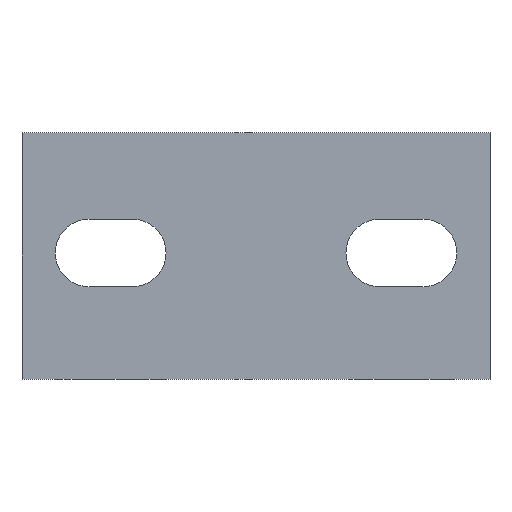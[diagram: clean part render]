
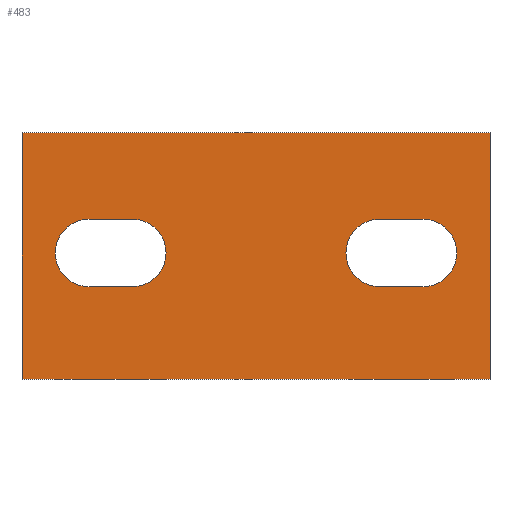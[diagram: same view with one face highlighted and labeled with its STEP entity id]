
A CAD part, left-side view. The second image highlights one B-rep face of the part: STEP entity #483.
In plain terms, the highlighted planar face has unit normal (-1, 0, 0).
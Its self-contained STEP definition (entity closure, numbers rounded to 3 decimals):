
#21=FACE_BOUND('',#100,.T.);
#22=FACE_BOUND('',#101,.T.);
#24=CIRCLE('',#511,2.75);
#26=CIRCLE('',#515,2.75);
#28=CIRCLE('',#519,2.75);
#30=CIRCLE('',#523,2.75);
#69=FACE_OUTER_BOUND('',#99,.T.);
#99=EDGE_LOOP('',(#427,#428,#429,#430));
#100=EDGE_LOOP('',(#431,#432,#433,#434));
#101=EDGE_LOOP('',(#435,#436,#437,#438));
#105=LINE('',#688,#155);
#109=LINE('',#700,#159);
#113=LINE('',#712,#163);
#117=LINE('',#724,#167);
#135=LINE('',#780,#185);
#141=LINE('',#792,#191);
#151=LINE('',#811,#201);
#152=LINE('',#813,#202);
#155=VECTOR('',#554,10.);
#159=VECTOR('',#566,10.);
#163=VECTOR('',#578,10.);
#167=VECTOR('',#590,10.);
#185=VECTOR('',#648,10.);
#191=VECTOR('',#656,10.);
#201=VECTOR('',#674,10.);
#202=VECTOR('',#677,10.);
#205=VERTEX_POINT('',#685);
#206=VERTEX_POINT('',#687);
#208=VERTEX_POINT('',#693);
#210=VERTEX_POINT('',#699);
#213=VERTEX_POINT('',#709);
#214=VERTEX_POINT('',#711);
#216=VERTEX_POINT('',#717);
#218=VERTEX_POINT('',#723);
#235=VERTEX_POINT('',#778);
#236=VERTEX_POINT('',#779);
#241=VERTEX_POINT('',#791);
#246=VERTEX_POINT('',#809);
#249=EDGE_CURVE('',#206,#205,#105,.T.);
#252=EDGE_CURVE('',#208,#206,#24,.T.);
#255=EDGE_CURVE('',#210,#208,#109,.T.);
#258=EDGE_CURVE('',#205,#210,#26,.T.);
#261=EDGE_CURVE('',#214,#213,#113,.T.);
#264=EDGE_CURVE('',#216,#214,#28,.T.);
#267=EDGE_CURVE('',#218,#216,#117,.T.);
#270=EDGE_CURVE('',#213,#218,#30,.T.);
#295=EDGE_CURVE('',#235,#236,#135,.T.);
#301=EDGE_CURVE('',#241,#236,#141,.T.);
#311=EDGE_CURVE('',#235,#246,#151,.T.);
#312=EDGE_CURVE('',#241,#246,#152,.T.);
#427=ORIENTED_EDGE('',*,*,#311,.T.);
#428=ORIENTED_EDGE('',*,*,#312,.F.);
#429=ORIENTED_EDGE('',*,*,#301,.T.);
#430=ORIENTED_EDGE('',*,*,#295,.F.);
#431=ORIENTED_EDGE('',*,*,#255,.T.);
#432=ORIENTED_EDGE('',*,*,#252,.T.);
#433=ORIENTED_EDGE('',*,*,#249,.T.);
#434=ORIENTED_EDGE('',*,*,#258,.T.);
#435=ORIENTED_EDGE('',*,*,#267,.T.);
#436=ORIENTED_EDGE('',*,*,#264,.T.);
#437=ORIENTED_EDGE('',*,*,#261,.T.);
#438=ORIENTED_EDGE('',*,*,#270,.T.);
#459=PLANE('',#546);
#483=ADVANCED_FACE('',(#69,#21,#22),#459,.T.);
#511=AXIS2_PLACEMENT_3D('',#694,#560,#561);
#515=AXIS2_PLACEMENT_3D('',#704,#572,#573);
#519=AXIS2_PLACEMENT_3D('',#718,#584,#585);
#523=AXIS2_PLACEMENT_3D('',#728,#596,#597);
#546=AXIS2_PLACEMENT_3D('',#812,#675,#676);
#554=DIRECTION('',(0.,-1.,0.));
#560=DIRECTION('center_axis',(1.,0.,0.));
#561=DIRECTION('ref_axis',(0.,0.,1.));
#566=DIRECTION('',(0.,1.,0.));
#572=DIRECTION('center_axis',(1.,0.,0.));
#573=DIRECTION('ref_axis',(0.,0.,
-1.));
#578=DIRECTION('',(0.,-1.,0.));
#584=DIRECTION('center_axis',(1.,0.,0.));
#585=DIRECTION('ref_axis',(0.,0.,1.));
#590=DIRECTION('',(0.,1.,0.));
#596=DIRECTION('center_axis',(1.,0.,0.));
#597=DIRECTION('ref_axis',(0.,0.,
-1.));
#648=DIRECTION('',(0.,0.,-1.));
#656=DIRECTION('',(0.,-1.,0.));
#674=DIRECTION('',(0.,1.,0.));
#675=DIRECTION('center_axis',(-1.,0.,0.));
#676=DIRECTION('ref_axis',(0.,0.,1.));
#677=DIRECTION('',(0.,0.,1.));
#685=CARTESIAN_POINT('',(0.,-13.55,13.));
#687=CARTESIAN_POINT('',(0.,-10.05,13.));
#688=CARTESIAN_POINT('',(0.,-5.025,13.));
#693=CARTESIAN_POINT('',(0.,-10.05,7.5));
#694=CARTESIAN_POINT('Origin',(0.,-10.05,10.25));
#699=CARTESIAN_POINT('',(0.,-13.55,7.5));
#700=CARTESIAN_POINT('',(0.,-6.775,7.5));
#704=CARTESIAN_POINT('Origin',(0.,-13.55,10.25));
#709=CARTESIAN_POINT('',(0.,10.05,13.));
#711=CARTESIAN_POINT('',(0.,13.55,13.));
#712=CARTESIAN_POINT('',(0.,6.775,13.));
#717=CARTESIAN_POINT('',(0.,13.55,7.5));
#718=CARTESIAN_POINT('Origin',(0.,13.55,10.25));
#723=CARTESIAN_POINT('',(0.,10.05,7.5));
#724=CARTESIAN_POINT('',(0.,5.025,7.5));
#728=CARTESIAN_POINT('Origin',(0.,10.05,10.25));
#778=CARTESIAN_POINT('',(0.,-19.,20.));
#779=CARTESIAN_POINT('',(0.,-19.,0.));
#780=CARTESIAN_POINT('',(0.,-19.,0.));
#791=CARTESIAN_POINT('',(0.,19.,0.));
#792=CARTESIAN_POINT('',(0.,0.,0.));
#809=CARTESIAN_POINT('',(0.,19.,20.));
#811=CARTESIAN_POINT('',(0.,0.,20.));
#812=CARTESIAN_POINT('Origin',(0.,0.,0.));
#813=CARTESIAN_POINT('',(0.,19.,0.));
